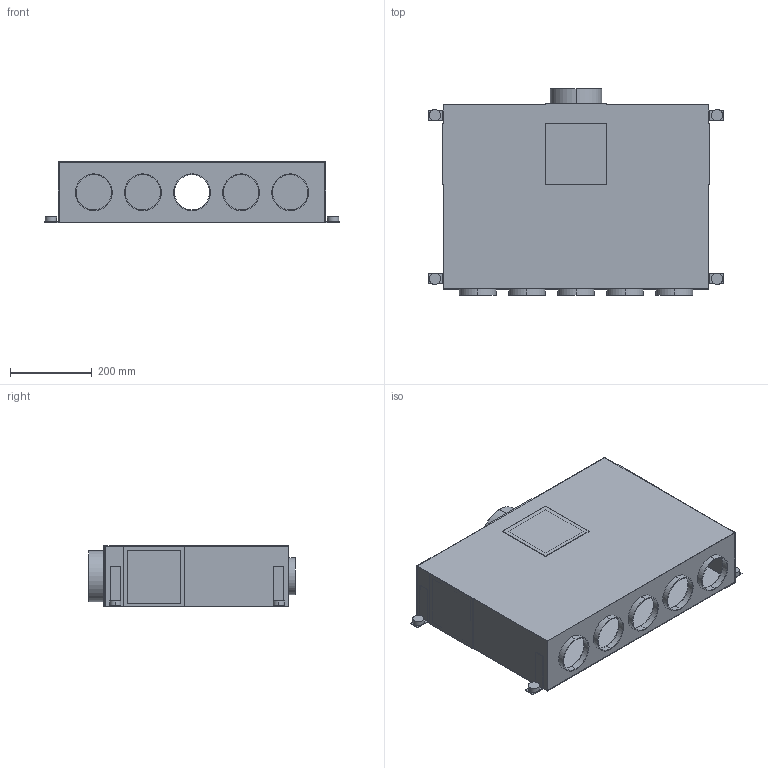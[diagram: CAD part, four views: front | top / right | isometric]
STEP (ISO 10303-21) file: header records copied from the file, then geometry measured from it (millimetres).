
FILE_DESCRIPTION(('Creo Elements/Direct Modeling STEP Export'),'2;1');
FILE_NAME('KALV-90-125-5.stp','2021-03-05T11:09:10',(''),(''),'PTC Creo Elements/Direct Modeling STEP processor for AP214 (Solid Model)','PTC Creo Elements/Direct Modeling 19.0C 15-Aug-2015 (C) Parametric Technology GmbH','');
FILE_SCHEMA(('AUTOMOTIVE_DESIGN { 1 0 10303 214 1 1 1 1 }'));
Length unit declared in the file: millimetre
Products named in the file (1): KALV-90-125-5
Bounding box: 723 x 504.2 x 151.5 mm (x, y, z)
Volume: 1051734 mm3; surface area: 1830535.9 mm2
Topology: 1 solids, 1 shells, 131 faces, 320 edges, 208 vertices
Faces by surface type: plane 99, cylinder 32
Entity records: 3688 total; most frequent: ORIENTED_EDGE 640, CARTESIAN_POINT 624, DIRECTION 592, EDGE_CURVE 320, VECTOR 240, LINE 240, VERTEX_POINT 208, AXIS2_PLACEMENT_3D 176
